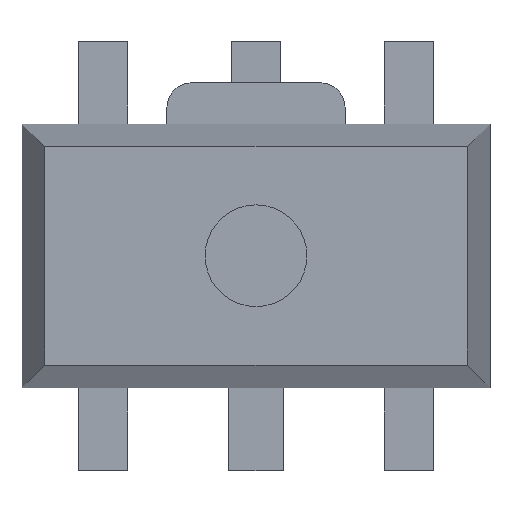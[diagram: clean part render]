
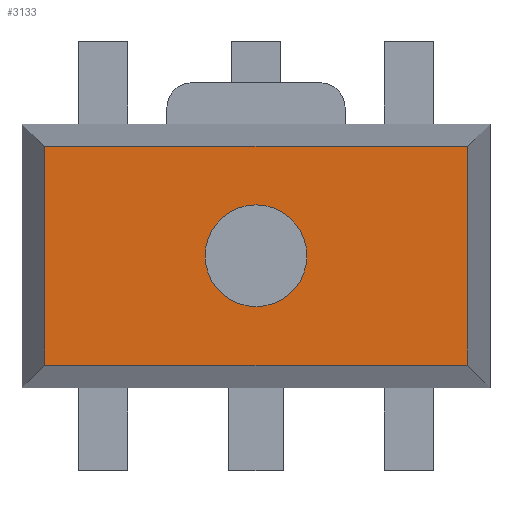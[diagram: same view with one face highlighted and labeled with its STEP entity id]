
A CAD part, top view. The second image highlights one B-rep face of the part: STEP entity #3133.
In plain terms, the highlighted planar face has unit normal (0, 0, 1).
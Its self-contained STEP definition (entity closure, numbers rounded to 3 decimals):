
#3 = FACE_BOUND ( 'NONE', #2226, .T. ) ;
#56 = CARTESIAN_POINT ( 'NONE',  ( -2.077, -1.074, 1.651 ) ) ;
#167 = CARTESIAN_POINT ( 'NONE',  ( -0.5, 0., 1.651 ) ) ;
#344 = DIRECTION ( 'NONE',  ( 0., 0., 1. ) ) ;
#359 = ORIENTED_EDGE ( 'NONE', *, *, #2621, .F. ) ;
#414 = CARTESIAN_POINT ( 'NONE',  ( 2.077, -1.074, 1.651 ) ) ;
#649 = VERTEX_POINT ( 'NONE', #1455 ) ;
#758 = CARTESIAN_POINT ( 'NONE',  ( -2.077, -1.074, 1.651 ) ) ;
#861 = CARTESIAN_POINT ( 'NONE',  ( -2.077, -1.074, 1.651 ) ) ;
#913 = ORIENTED_EDGE ( 'NONE', *, *, #986, .F. ) ;
#944 = CIRCLE ( 'NONE', #2619, 0.5 ) ;
#975 = CIRCLE ( 'NONE', #4044, 0.5 ) ;
#986 = EDGE_CURVE ( 'NONE', #2276, #3591, #975, .T. ) ;
#988 = CARTESIAN_POINT ( 'NONE',  ( 0.692, -1.073, 1.651 ) ) ;
#1049 = CARTESIAN_POINT ( 'NONE',  ( 0., 0., 1.651 ) ) ;
#1067 = DIRECTION ( 'NONE',  ( 0., 0., 1. ) ) ;
#1223 = EDGE_LOOP ( 'NONE', ( #3859, #359, #2589, #4049 ) ) ;
#1266 = CARTESIAN_POINT ( 'NONE',  ( 2.077, 1.074, 1.651 ) ) ;
#1411 = CARTESIAN_POINT ( 'NONE',  ( 2.077, 1.074, 1.651 ) ) ;
#1446 = B_SPLINE_CURVE_WITH_KNOTS ( 'NONE', 3,
 ( #2930, #2612, #3265, #414 ),
 .UNSPECIFIED., .F., .F.,
 ( 4, 4 ),
 ( 0., 1. ),
 .UNSPECIFIED. ) ;
#1455 = CARTESIAN_POINT ( 'NONE',  ( 2.077, -1.074, 1.651 ) ) ;
#1462 = VERTEX_POINT ( 'NONE', #1266 ) ;
#1486 = AXIS2_PLACEMENT_3D ( 'NONE', #1867, #344, #3236 ) ;
#1691 = CARTESIAN_POINT ( 'NONE',  ( 0., 0., 1.651 ) ) ;
#1839 = B_SPLINE_CURVE_WITH_KNOTS ( 'NONE', 3,
 ( #3226, #988, #2253, #758 ),
 .UNSPECIFIED., .F., .F.,
 ( 4, 4 ),
 ( 0., 1. ),
 .UNSPECIFIED. ) ;
#1867 = CARTESIAN_POINT ( 'NONE',  ( -2.077, -1.074, 1.651 ) ) ;
#1912 = PLANE ( 'NONE',  #1486 ) ;
#2134 = CARTESIAN_POINT ( 'NONE',  ( -2.077, -0.358, 1.651 ) ) ;
#2226 = EDGE_LOOP ( 'NONE', ( #913, #3058 ) ) ;
#2253 = CARTESIAN_POINT ( 'NONE',  ( -0.692, -1.073, 1.651 ) ) ;
#2276 = VERTEX_POINT ( 'NONE', #2795 ) ;
#2310 = CARTESIAN_POINT ( 'NONE',  ( -2.077, 1.074, 1.651 ) ) ;
#2589 = ORIENTED_EDGE ( 'NONE', *, *, #3875, .F. ) ;
#2590 = B_SPLINE_CURVE_WITH_KNOTS ( 'NONE', 3,
 ( #2310, #2649, #3937, #1411 ),
 .UNSPECIFIED., .F., .F.,
 ( 4, 4 ),
 ( 0., 1. ),
 .UNSPECIFIED. ) ;
#2612 = CARTESIAN_POINT ( 'NONE',  ( 2.077, 0.358, 1.651 ) ) ;
#2619 = AXIS2_PLACEMENT_3D ( 'NONE', #1691, #3598, #3621 ) ;
#2621 = EDGE_CURVE ( 'NONE', #1462, #649, #1446, .T. ) ;
#2649 = CARTESIAN_POINT ( 'NONE',  ( -0.692, 1.073, 1.651 ) ) ;
#2658 = DIRECTION ( 'NONE',  ( 1., 0., 0. ) ) ;
#2749 = VERTEX_POINT ( 'NONE', #3705 ) ;
#2783 = CARTESIAN_POINT ( 'NONE',  ( -2.077, 0.358, 1.651 ) ) ;
#2795 = CARTESIAN_POINT ( 'NONE',  ( 0.5, 0., 1.651 ) ) ;
#2871 = EDGE_CURVE ( 'NONE', #3652, #2749, #3400, .T. ) ;
#2930 = CARTESIAN_POINT ( 'NONE',  ( 2.077, 1.074, 1.651 ) ) ;
#3058 = ORIENTED_EDGE ( 'NONE', *, *, #3079, .F. ) ;
#3079 = EDGE_CURVE ( 'NONE', #3591, #2276, #944, .T. ) ;
#3133 = ADVANCED_FACE ( 'NONE', ( #3, #3522 ), #1912, .T. ) ;
#3226 = CARTESIAN_POINT ( 'NONE',  ( 2.077, -1.074, 1.651 ) ) ;
#3236 = DIRECTION ( 'NONE',  ( 1., 0., 0. ) ) ;
#3265 = CARTESIAN_POINT ( 'NONE',  ( 2.077, -0.358, 1.651 ) ) ;
#3400 = B_SPLINE_CURVE_WITH_KNOTS ( 'NONE', 3,
 ( #861, #2134, #2783, #4056 ),
 .UNSPECIFIED., .F., .F.,
 ( 4, 4 ),
 ( 0., 1. ),
 .UNSPECIFIED. ) ;
#3522 = FACE_OUTER_BOUND ( 'NONE', #1223, .T. ) ;
#3591 = VERTEX_POINT ( 'NONE', #167 ) ;
#3598 = DIRECTION ( 'NONE',  ( 0., 0., 1. ) ) ;
#3621 = DIRECTION ( 'NONE',  ( 1., 0., 0. ) ) ;
#3652 = VERTEX_POINT ( 'NONE', #56 ) ;
#3705 = CARTESIAN_POINT ( 'NONE',  ( -2.077, 1.074, 1.651 ) ) ;
#3723 = EDGE_CURVE ( 'NONE', #649, #3652, #1839, .T. ) ;
#3859 = ORIENTED_EDGE ( 'NONE', *, *, #3723, .F. ) ;
#3875 = EDGE_CURVE ( 'NONE', #2749, #1462, #2590, .T. ) ;
#3937 = CARTESIAN_POINT ( 'NONE',  ( 0.692, 1.073, 1.651 ) ) ;
#4044 = AXIS2_PLACEMENT_3D ( 'NONE', #1049, #1067, #2658 ) ;
#4049 = ORIENTED_EDGE ( 'NONE', *, *, #2871, .F. ) ;
#4056 = CARTESIAN_POINT ( 'NONE',  ( -2.077, 1.074, 1.651 ) ) ;
